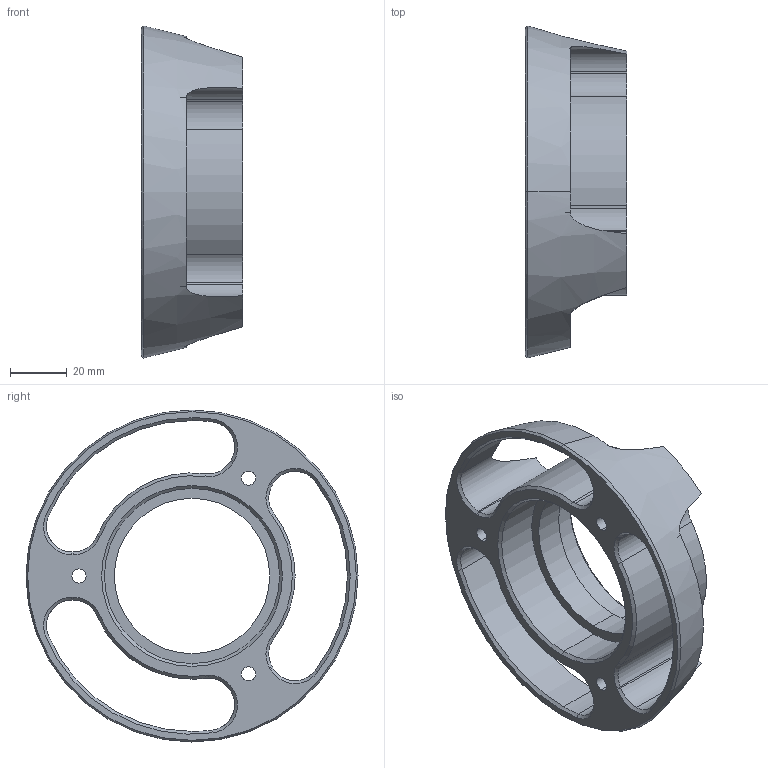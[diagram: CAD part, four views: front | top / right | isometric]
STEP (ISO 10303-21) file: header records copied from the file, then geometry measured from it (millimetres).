
FILE_DESCRIPTION (( 'STEP AP203' ), '1' );
FILE_NAME ('JANTE CARIO AV 2.STEP', '2023-12-11T19:40:08', ( '' ), ( '' ), 'SwSTEP 2.0', 'SolidWorks 2018', '' );
FILE_SCHEMA (( 'CONFIG_CONTROL_DESIGN' ));
Length unit declared in the file: millimetre
Products named in the file (1): JANTE CARIO AV 2
Bounding box: 36 x 117.51 x 117.51 mm (x, y, z)
Volume: 94975.7 mm3; surface area: 36461 mm2
Topology: 1 solids, 1 shells, 89 faces, 223 edges, 138 vertices
Faces by surface type: cylinder 40, cone 30, plane 19
Entity records: 2895 total; most frequent: CARTESIAN_POINT 578, DIRECTION 512, ORIENTED_EDGE 446, EDGE_CURVE 223, AXIS2_PLACEMENT_3D 206, VERTEX_POINT 138, CIRCLE 116, EDGE_LOOP 105
